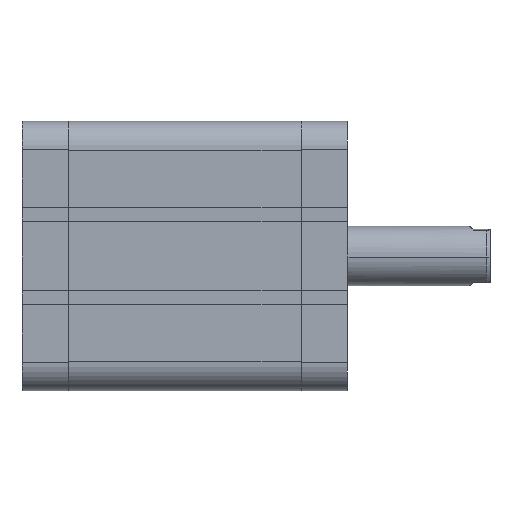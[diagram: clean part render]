
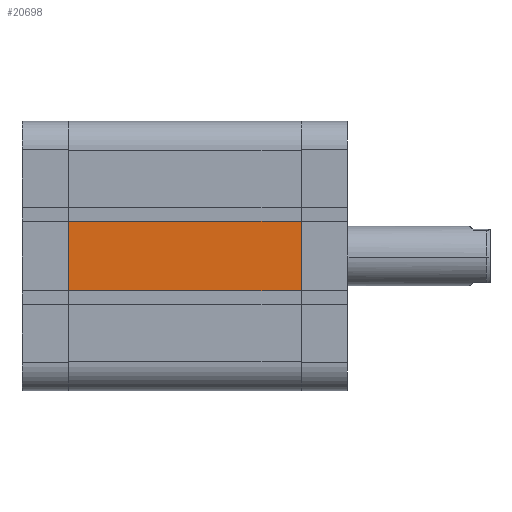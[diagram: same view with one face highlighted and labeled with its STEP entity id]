
A CAD part, front view. The second image highlights one B-rep face of the part: STEP entity #20698.
In plain terms, the highlighted planar face has unit normal (0, -1, 0).
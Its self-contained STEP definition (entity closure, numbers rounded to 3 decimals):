
#1607 = PLANE ( 'NONE',  #33964 ) ;
#3959 = DIRECTION ( 'NONE',  ( -1., 0., 0. ) ) ;
#4029 = VECTOR ( 'NONE', #3959, 1000. ) ;
#6470 = CARTESIAN_POINT ( 'NONE',  ( 98., -56.75, 14.7 ) ) ;
#7018 = ORIENTED_EDGE ( 'NONE', *, *, #8196, .T. ) ;
#7550 = CARTESIAN_POINT ( 'NONE',  ( 98., -56.75, -56.75 ) ) ;
#8196 = EDGE_CURVE ( 'NONE', #27038, #36838, #13196, .T. ) ;
#9905 = DIRECTION ( 'NONE',  ( -1., 0., 0. ) ) ;
#12394 = ORIENTED_EDGE ( 'NONE', *, *, #28419, .T. ) ;
#12512 = ORIENTED_EDGE ( 'NONE', *, *, #22248, .F. ) ;
#13196 = LINE ( 'NONE', #21868, #4029 ) ;
#16893 = CARTESIAN_POINT ( 'NONE',  ( 0., -56.75, -14.7 ) ) ;
#17750 = DIRECTION ( 'NONE',  ( 0., 0., -1. ) ) ;
#18903 = CARTESIAN_POINT ( 'NONE',  ( 98., -56.75, -14.7 ) ) ;
#19309 = DIRECTION ( 'NONE',  ( 0., 1., 0. ) ) ;
#19345 = VECTOR ( 'NONE', #17750, 1000. ) ;
#20124 = EDGE_CURVE ( 'NONE', #22377, #28301, #33524, .T. ) ;
#20698 = ADVANCED_FACE ( 'NONE', ( #27937 ), #1607, .F. ) ;
#21316 = DIRECTION ( 'NONE',  ( 0., 0., -1. ) ) ;
#21522 = EDGE_LOOP ( 'NONE', ( #7018, #12394, #28095, #12512 ) ) ;
#21868 = CARTESIAN_POINT ( 'NONE',  ( 98.001, -56.75, 14.7 ) ) ;
#22248 = EDGE_CURVE ( 'NONE', #27038, #22377, #24274, .T. ) ;
#22377 = VERTEX_POINT ( 'NONE', #18903 ) ;
#23253 = VECTOR ( 'NONE', #21316, 1000. ) ;
#24274 = LINE ( 'NONE', #35946, #19345 ) ;
#27038 = VERTEX_POINT ( 'NONE', #6470 ) ;
#27937 = FACE_OUTER_BOUND ( 'NONE', #21522, .T. ) ;
#28095 = ORIENTED_EDGE ( 'NONE', *, *, #20124, .F. ) ;
#28162 = LINE ( 'NONE', #33179, #23253 ) ;
#28301 = VERTEX_POINT ( 'NONE', #16893 ) ;
#28419 = EDGE_CURVE ( 'NONE', #36838, #28301, #28162, .T. ) ;
#30983 = DIRECTION ( 'NONE',  ( 0., 0., 1. ) ) ;
#33179 = CARTESIAN_POINT ( 'NONE',  ( 0., -56.75, -56.75 ) ) ;
#33524 = LINE ( 'NONE', #36215, #37676 ) ;
#33964 = AXIS2_PLACEMENT_3D ( 'NONE', #7550, #19309, #30983 ) ;
#35905 = CARTESIAN_POINT ( 'NONE',  ( 0., -56.75, 14.7 ) ) ;
#35946 = CARTESIAN_POINT ( 'NONE',  ( 98., -56.75, -56.75 ) ) ;
#36215 = CARTESIAN_POINT ( 'NONE',  ( 98.001, -56.75, -14.7 ) ) ;
#36838 = VERTEX_POINT ( 'NONE', #35905 ) ;
#37676 = VECTOR ( 'NONE', #9905, 1000. ) ;
